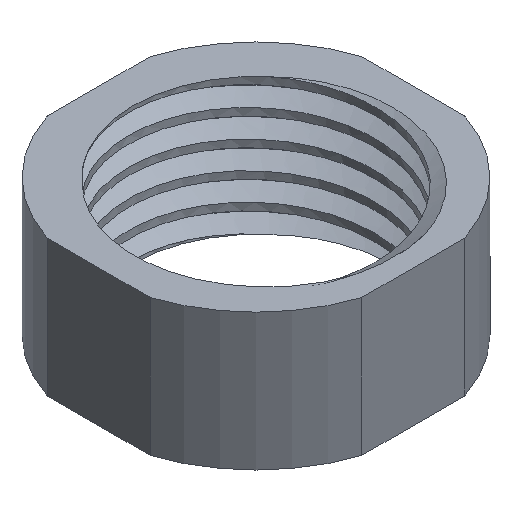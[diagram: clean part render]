
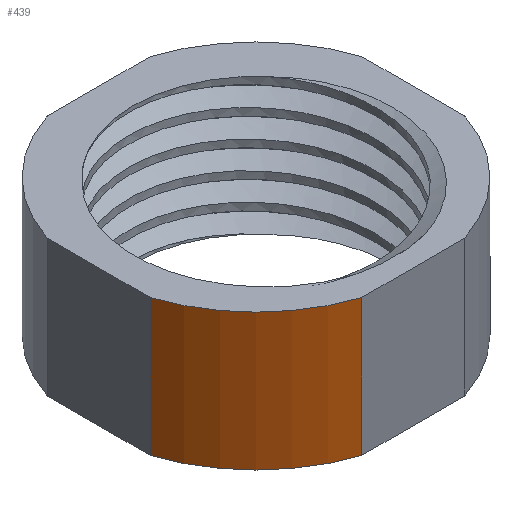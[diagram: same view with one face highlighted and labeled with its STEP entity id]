
A CAD part, isometric view. The second image highlights one B-rep face of the part: STEP entity #439.
In plain terms, the highlighted cylindrical face has radius 12.1 mm (diameter 24.2 mm), a partial arc.
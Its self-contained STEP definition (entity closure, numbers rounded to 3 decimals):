
#39=FACE_OUTER_BOUND('',#63,.T.);
#63=EDGE_LOOP('',(#333,#334,#335,#336));
#79=CIRCLE('',#482,12.1);
#80=CIRCLE('',#483,12.1);
#135=LINE('',#1154,#161);
#137=LINE('',#1159,#163);
#161=VECTOR('',#553,10.);
#163=VECTOR('',#557,10.);
#205=VERTEX_POINT('',#1151);
#206=VERTEX_POINT('',#1153);
#207=VERTEX_POINT('',#1157);
#208=VERTEX_POINT('',#1158);
#255=EDGE_CURVE('',#206,#205,#135,.T.);
#257=EDGE_CURVE('',#207,#208,#137,.T.);
#261=EDGE_CURVE('',#207,#205,#79,.T.);
#262=EDGE_CURVE('',#206,#208,#80,.T.);
#333=ORIENTED_EDGE('',*,*,#255,.T.);
#334=ORIENTED_EDGE('',*,*,#261,.F.);
#335=ORIENTED_EDGE('',*,*,#257,.T.);
#336=ORIENTED_EDGE('',*,*,#262,.F.);
#419=CYLINDRICAL_SURFACE('',#481,12.1);
#439=ADVANCED_FACE('',(#39),#419,.T.);
#481=AXIS2_PLACEMENT_3D('',#1165,#561,#562);
#482=AXIS2_PLACEMENT_3D('',#1166,#563,#564);
#483=AXIS2_PLACEMENT_3D('',#1167,#565,#566);
#553=DIRECTION('',(0.,0.,1.));
#557=DIRECTION('',(0.,0.,-1.));
#561=DIRECTION('center_axis',(0.,0.,-1.));
#562=DIRECTION('ref_axis',(1.,0.,0.));
#563=DIRECTION('center_axis',(0.,0.,1.));
#564=DIRECTION('ref_axis',(1.,0.,0.));
#565=DIRECTION('center_axis',(0.,0.,-1.));
#566=DIRECTION('ref_axis',(1.,0.,0.));
#1151=CARTESIAN_POINT('',(29.237,-11.5,0.));
#1153=CARTESIAN_POINT('',(29.237,-11.5,-10.));
#1154=CARTESIAN_POINT('',(29.237,-11.5,0.));
#1157=CARTESIAN_POINT('',(21.5,-3.763,0.));
#1158=CARTESIAN_POINT('',(21.5,-3.763,-10.));
#1159=CARTESIAN_POINT('',(21.5,-3.763,0.));
#1165=CARTESIAN_POINT('Origin',(33.,0.,0.));
#1166=CARTESIAN_POINT('Origin',(33.,0.,0.));
#1167=CARTESIAN_POINT('Origin',(33.,0.,-10.));
